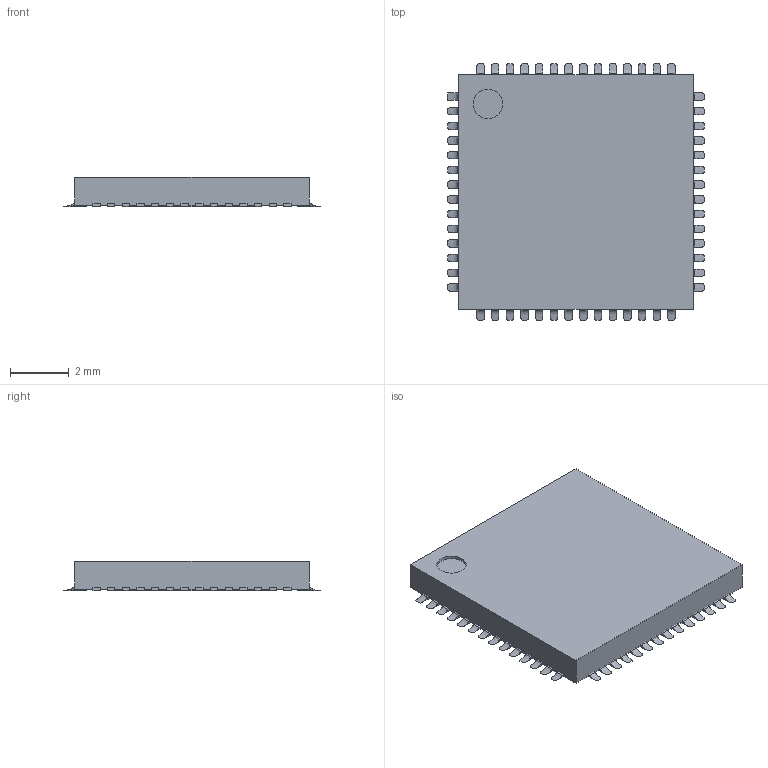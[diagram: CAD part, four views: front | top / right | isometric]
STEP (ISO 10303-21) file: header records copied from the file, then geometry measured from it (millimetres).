
FILE_DESCRIPTION(('STEP AP214'), '1');
FILE_NAME('QFN-56', '', ('UNSPECIFIED'), ('UNSPECIFIED'), 'C3D Converter', 'C3D Toolkit', '');
FILE_SCHEMA(('AUTOMOTIVE_DESIGN { 1 0 10303 214 3 1 1}'));
Length unit declared in the file: millimetre
Products named in the file (5): ASSEMBLY; Body; ThermalPin; PinsArrayLR; PinsArrayTB
Assembly tree (4 placements, depth 2):
  ASSEMBLY
    Body
    ThermalPin
    PinsArrayLR
    PinsArrayTB
Bounding box: 8.75 x 8.75 x 1 mm (x, y, z)
Volume: 63.8 mm3; surface area: 239.6 mm2
Topology: 114 solids, 114 shells, 740 faces, 1533 edges, 1022 vertices
Faces by surface type: plane 573, extrusion 166, cylinder 1
Full cylindrical faces by diameter (mm): 1 x1
Entity records: 23975 total; most frequent: CARTESIAN_POINT 5065, ORIENTED_EDGE 3064, DIRECTION 2526, EDGE_CURVE 1532, VECTOR 1364, LINE 1198, VERTEX_POINT 1022, EDGE_LOOP 742
